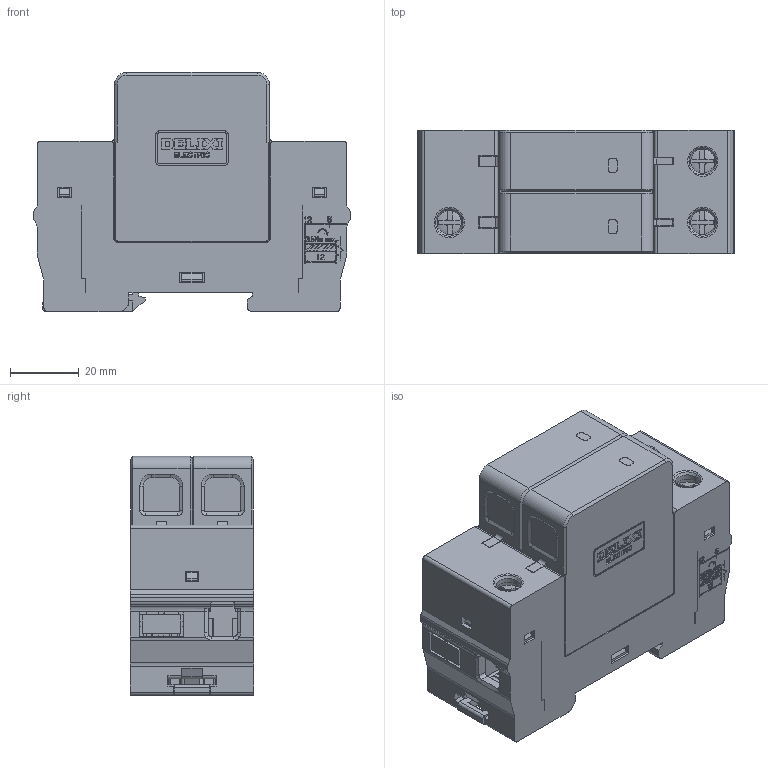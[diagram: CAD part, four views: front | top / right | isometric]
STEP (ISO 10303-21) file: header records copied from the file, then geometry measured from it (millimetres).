
FILE_DESCRIPTION((''),'2;1');
FILE_NAME('2P20KA_SW0001','2025-06-19T',('weiren.liu'),(''),'PRO/ENGINEER BY PARAMETRIC TECHNOLOGY CORPORATION, 2017170','PRO/ENGINEER BY PARAMETRIC TECHNOLOGY CORPORATION, 2017170','');
FILE_SCHEMA(('CONFIG_CONTROL_DESIGN'));
Products named in the file (1): 2P20KA_SW0001
Bounding box: 92 x 35.8 x 69.5 mm (x, y, z)
Volume: 76686.5 mm3; surface area: 87956.4 mm2
Topology: 1 solids, 1 shells, 3914 faces, 11343 edges, 7444 vertices
Faces by surface type: plane 3331, cylinder 461, cone 50, torus 42, bspline 18, sphere 12
Entity records: 134844 total; most frequent: CARTESIAN_POINT 31112, ORIENTED_EDGE 22674, DIRECTION 19877, EDGE_CURVE 11337, VECTOR 9953, LINE 9953, VERTEX_POINT 7444, AXIS2_PLACEMENT_3D 4962
